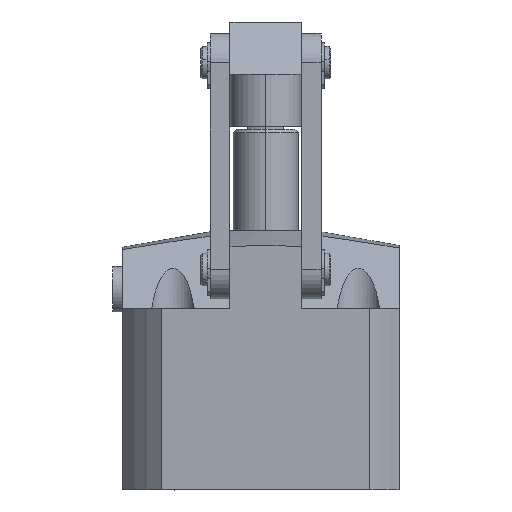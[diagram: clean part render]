
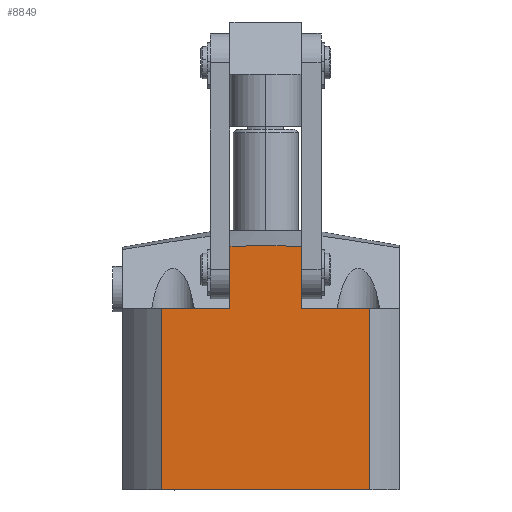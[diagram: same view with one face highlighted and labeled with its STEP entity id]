
A CAD part, front view. The second image highlights one B-rep face of the part: STEP entity #8849.
In plain terms, the highlighted planar face has unit normal (0, -1, 0).
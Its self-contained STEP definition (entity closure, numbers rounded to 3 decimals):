
#243 = B_SPLINE_CURVE_WITH_KNOTS ( 'NONE', 3,
 ( #8215, #8216, #8190, #8189, #8188 ),
 .UNSPECIFIED., .F., .F.,
 ( 4, 1, 4 ),
 ( 0.13, 0.141, 0.152 ),
 .UNSPECIFIED. ) ;
#2439 = DIRECTION ( 'NONE',  ( 0., 0., 1. ) ) ;
#2440 = DIRECTION ( 'NONE',  ( 0., 1., 0. ) ) ;
#2444 = PLANE ( 'NONE',  #4456 ) ;
#2446 = CARTESIAN_POINT ( 'NONE',  ( 0., -41., 30. ) ) ;
#3036 = EDGE_LOOP ( 'NONE', ( #6829, #6830, #6831, #6832, #6833, #6834, #6835, #6836 ) ) ;
#4079 = CARTESIAN_POINT ( 'NONE',  ( -31.984, -41., 6. ) ) ;
#4082 = CARTESIAN_POINT ( 'NONE',  ( 31.984, -41., 6. ) ) ;
#4084 = CARTESIAN_POINT ( 'NONE',  ( -11., -41., 25.16 ) ) ;
#4085 = CARTESIAN_POINT ( 'NONE',  ( 11., -41., 6. ) ) ;
#4088 = CARTESIAN_POINT ( 'NONE',  ( 11., -41., 25.16 ) ) ;
#4094 = CARTESIAN_POINT ( 'NONE',  ( -11., -41., 6. ) ) ;
#4116 = CARTESIAN_POINT ( 'NONE',  ( -31.984, -41., -49.7 ) ) ;
#4117 = CARTESIAN_POINT ( 'NONE',  ( 31.984, -41., -49.7 ) ) ;
#4456 = AXIS2_PLACEMENT_3D ( 'NONE', #2446, #2440, #2439 ) ;
#4828 = FACE_OUTER_BOUND ( 'NONE', #3036, .T. ) ;
#5437 = EDGE_CURVE ( 'NONE', #7016, #7017, #7635, .T. ) ;
#5469 = EDGE_CURVE ( 'NONE', #7040, #7043, #243, .T. ) ;
#5472 = EDGE_CURVE ( 'NONE', #7045, #7016, #7090, .T. ) ;
#5473 = EDGE_CURVE ( 'NONE', #7042, #7045, #7085, .T. ) ;
#5474 = EDGE_CURVE ( 'NONE', #7040, #7042, #7091, .T. ) ;
#5475 = EDGE_CURVE ( 'NONE', #7043, #7035, #7095, .T. ) ;
#5476 = EDGE_CURVE ( 'NONE', #7035, #7048, #7097, .T. ) ;
#5477 = EDGE_CURVE ( 'NONE', #7048, #7017, #7099, .T. ) ;
#6491 = DIRECTION ( 'NONE',  ( -1., 0., 0. ) ) ;
#6506 = CARTESIAN_POINT ( 'NONE',  ( 31.984, -41., -49.7 ) ) ;
#6829 = ORIENTED_EDGE ( 'NONE', *, *, #5472, .F. ) ;
#6830 = ORIENTED_EDGE ( 'NONE', *, *, #5473, .F. ) ;
#6831 = ORIENTED_EDGE ( 'NONE', *, *, #5474, .F. ) ;
#6832 = ORIENTED_EDGE ( 'NONE', *, *, #5469, .T. ) ;
#6833 = ORIENTED_EDGE ( 'NONE', *, *, #5475, .T. ) ;
#6834 = ORIENTED_EDGE ( 'NONE', *, *, #5476, .T. ) ;
#6835 = ORIENTED_EDGE ( 'NONE', *, *, #5477, .T. ) ;
#6836 = ORIENTED_EDGE ( 'NONE', *, *, #5437, .F. ) ;
#7016 = VERTEX_POINT ( 'NONE', #4117 ) ;
#7017 = VERTEX_POINT ( 'NONE', #4116 ) ;
#7035 = VERTEX_POINT ( 'NONE', #4094 ) ;
#7040 = VERTEX_POINT ( 'NONE', #4088 ) ;
#7042 = VERTEX_POINT ( 'NONE', #4085 ) ;
#7043 = VERTEX_POINT ( 'NONE', #4084 ) ;
#7045 = VERTEX_POINT ( 'NONE', #4082 ) ;
#7048 = VERTEX_POINT ( 'NONE', #4079 ) ;
#7085 = LINE ( 'NONE', #8171, #7094 ) ;
#7090 = LINE ( 'NONE', #8163, #7092 ) ;
#7091 = LINE ( 'NONE', #8170, #7096 ) ;
#7092 = VECTOR ( 'NONE', #8161, 1000. ) ;
#7094 = VECTOR ( 'NONE', #8160, 1000. ) ;
#7095 = LINE ( 'NONE', #8149, #7098 ) ;
#7096 = VECTOR ( 'NONE', #8153, 1000. ) ;
#7097 = LINE ( 'NONE', #8142, #7100 ) ;
#7098 = VECTOR ( 'NONE', #8143, 1000. ) ;
#7099 = LINE ( 'NONE', #8139, #7102 ) ;
#7100 = VECTOR ( 'NONE', #8140, 1000. ) ;
#7102 = VECTOR ( 'NONE', #8134, 1000. ) ;
#7635 = LINE ( 'NONE', #6506, #7637 ) ;
#7637 = VECTOR ( 'NONE', #6491, 1000. ) ;
#8134 = DIRECTION ( 'NONE',  ( 0., 0., -1. ) ) ;
#8139 = CARTESIAN_POINT ( 'NONE',  ( -31.984, -41., 30. ) ) ;
#8140 = DIRECTION ( 'NONE',  ( -1., 0., 0. ) ) ;
#8142 = CARTESIAN_POINT ( 'NONE',  ( -11., -41., 6. ) ) ;
#8143 = DIRECTION ( 'NONE',  ( 0., 0., -1. ) ) ;
#8149 = CARTESIAN_POINT ( 'NONE',  ( -11., -41., 6. ) ) ;
#8153 = DIRECTION ( 'NONE',  ( 0., 0., -1. ) ) ;
#8160 = DIRECTION ( 'NONE',  ( 1., 0., 0. ) ) ;
#8161 = DIRECTION ( 'NONE',  ( 0., 0., -1. ) ) ;
#8163 = CARTESIAN_POINT ( 'NONE',  ( 31.984, -41., 30. ) ) ;
#8170 = CARTESIAN_POINT ( 'NONE',  ( 11., -41., 6. ) ) ;
#8171 = CARTESIAN_POINT ( 'NONE',  ( 11., -41., 6. ) ) ;
#8188 = CARTESIAN_POINT ( 'NONE',  ( -11., -41., 25.16 ) ) ;
#8189 = CARTESIAN_POINT ( 'NONE',  ( -7.333, -41., 25.327 ) ) ;
#8190 = CARTESIAN_POINT ( 'NONE',  ( 0., -41., 25.504 ) ) ;
#8215 = CARTESIAN_POINT ( 'NONE',  ( 11., -41., 25.16 ) ) ;
#8216 = CARTESIAN_POINT ( 'NONE',  ( 7.333, -41., 25.327 ) ) ;
#8849 = ADVANCED_FACE ( 'NONE', ( #4828 ), #2444, .F. ) ;
